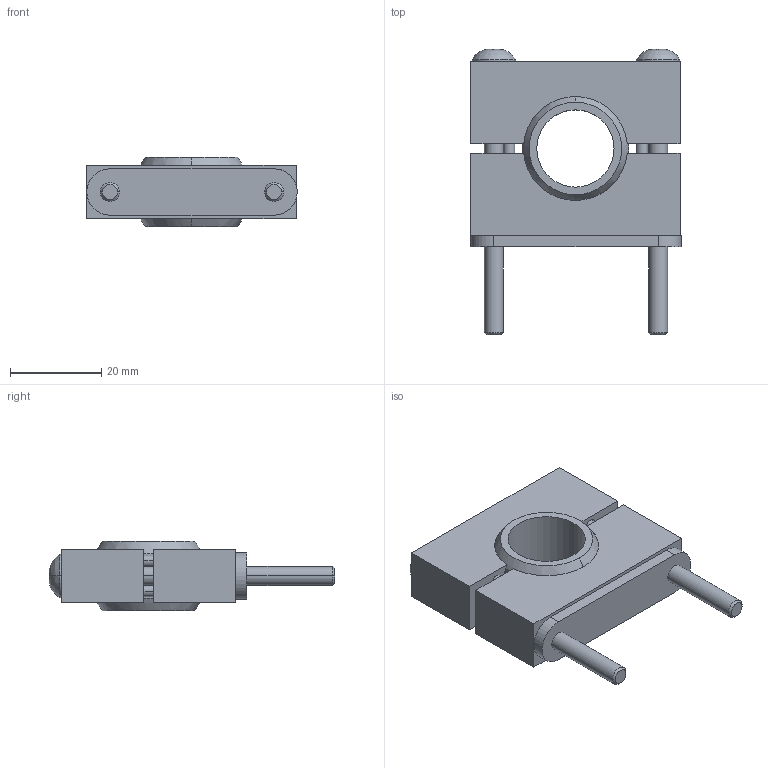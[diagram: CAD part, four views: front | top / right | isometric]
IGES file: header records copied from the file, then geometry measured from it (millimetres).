
Start section:  PTC IGES file: 156796.igs
Global section: file name: 156796.igs; native system: Pro/ENGINEER by Parametric Technology Corporation; preprocessor: 2009141; author: banengservice; organization: Unknown; date: 20111006.094702; units: inch
Bounding box: 46.23 x 62.69 x 15.24 mm (x, y, z)
Volume: 18047.2 mm3; surface area: 11940 mm2
Topology: 2 solids, 2 shells, 125 faces, 296 edges, 193 vertices
Faces by surface type: revolution 64, bspline 61
